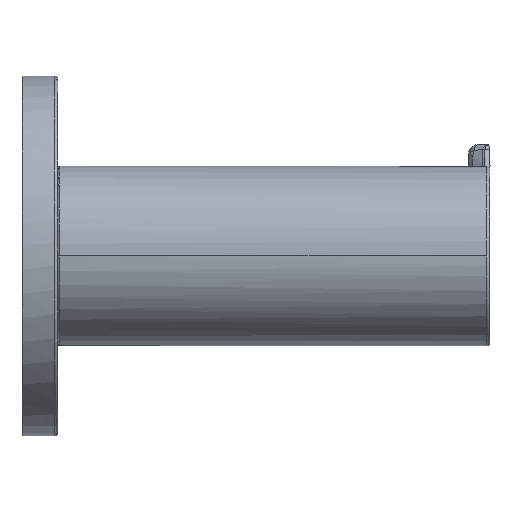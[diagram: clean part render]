
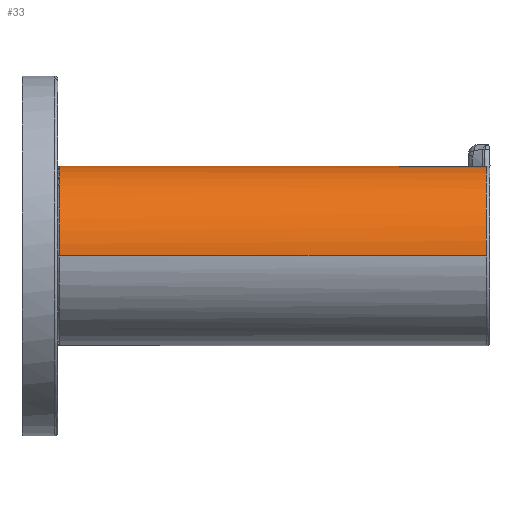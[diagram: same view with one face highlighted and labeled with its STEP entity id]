
A CAD part, left-side view. The second image highlights one B-rep face of the part: STEP entity #33.
In plain terms, the highlighted cylindrical face has radius 12.5 mm (diameter 25 mm), a partial arc.
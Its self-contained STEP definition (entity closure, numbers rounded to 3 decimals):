
#33=ADVANCED_FACE('',(#154),#1680,.T.);
#154=FACE_OUTER_BOUND('',#275,.T.);
#275=EDGE_LOOP('',(#397,#398,#399,#400,#401,#402,#403));
#397=ORIENTED_EDGE('',*,*,#911,.T.);
#398=ORIENTED_EDGE('',*,*,#915,.T.);
#399=ORIENTED_EDGE('',*,*,#914,.T.);
#400=ORIENTED_EDGE('',*,*,#913,.T.);
#401=ORIENTED_EDGE('',*,*,#935,.T.);
#402=ORIENTED_EDGE('',*,*,#938,.T.);
#403=ORIENTED_EDGE('',*,*,#912,.T.);
#911=EDGE_CURVE('',#1425,#1426,#1364,.T.);
#912=EDGE_CURVE('',#1427,#1425,#1168,.T.);
#913=EDGE_CURVE('',#1430,#1429,#1169,.T.);
#914=EDGE_CURVE('',#1431,#1430,#1365,.T.);
#915=EDGE_CURVE('',#1426,#1431,#1170,.T.);
#935=EDGE_CURVE('',#1429,#1428,#1177,.T.);
#938=EDGE_CURVE('',#1428,#1427,#1179,.T.);
#1168=B_SPLINE_CURVE_WITH_KNOTS('',1,(#5213,#5214),.UNSPECIFIED.,.F.,.F.,
(2,2),(-25.8,0.),.UNSPECIFIED.);
#1169=B_SPLINE_CURVE_WITH_KNOTS('',3,(#5215,#5216,#5217,#5218,#5219,#5220,
#5221,#5222,#5223,#5224,#5225,#5226,#5227,#5228,#5229,#5230,#5231,#5232,
#5233,#5234,#5235,#5236),.UNSPECIFIED.,.F.,.F.,(4,1,1,1,1,1,1,1,1,1,1,1,
1,1,1,1,1,1,1,4),(-28.265,-26.777,-25.29,
-23.802,-22.315,-20.827,-19.339,
-17.852,-16.364,-14.876,-13.389,
-11.901,-10.413,-8.926,-7.438,
-5.951,-4.463,-2.975,-1.488,
0.),.UNSPECIFIED.);
#1170=B_SPLINE_CURVE_WITH_KNOTS('',1,(#5242,#5243),.UNSPECIFIED.,.F.,.F.,
(2,2),(-59.3,0.),.UNSPECIFIED.);
#1177=B_SPLINE_CURVE_WITH_KNOTS('',3,(#5362,#5363,#5364,#5365,#5366,#5367,
#5368,#5369),.UNSPECIFIED.,.F.,.F.,(4,1,1,1,1,4),(0.,0.779,
1.558,2.337,3.116,3.895),
 .UNSPECIFIED.);
#1179=B_SPLINE_CURVE_WITH_KNOTS('',3,(#5381,#5382,#5383,#5384,#5385,#5386,
#5387,#5388,#5389,#5390,#5391,#5392,#5393,#5394,#5395,#5396,#5397,#5398,
#5399,#5400,#5401,#5402,#5403,#5404,#5405,#5406,#5407),.UNSPECIFIED.,.F.,
 .F.,(4,1,1,1,1,1,1,1,1,1,1,1,1,1,1,1,1,1,1,1,1,1,1,1,4),(0.,0.34,
0.681,1.021,1.362,1.702,2.042,
2.383,2.723,3.064,3.404,3.745,
4.085,4.425,4.766,5.106,5.447,
5.787,6.127,6.468,6.808,7.149,
7.489,7.829,8.17),.UNSPECIFIED.);
#1364=(
BOUNDED_CURVE()
B_SPLINE_CURVE(2,(#5208,#5209,#5210,#5211,#5212),.UNSPECIFIED.,.F.,.F.)
B_SPLINE_CURVE_WITH_KNOTS((3,2,3),(-39.27,-19.635,
0.),.UNSPECIFIED.)
CURVE()
GEOMETRIC_REPRESENTATION_ITEM()
RATIONAL_B_SPLINE_CURVE((1.,0.707,1.,0.707,1.))
REPRESENTATION_ITEM('')
);
#1365=(
BOUNDED_CURVE()
B_SPLINE_CURVE(2,(#5237,#5238,#5239,#5240,#5241),.UNSPECIFIED.,.F.,.F.)
B_SPLINE_CURVE_WITH_KNOTS((3,2,3),(-21.837,-10.919,
0.),.UNSPECIFIED.)
CURVE()
GEOMETRIC_REPRESENTATION_ITEM()
RATIONAL_B_SPLINE_CURVE((1.,0.906,1.,0.906,1.))
REPRESENTATION_ITEM('')
);
#1425=VERTEX_POINT('',#5073);
#1426=VERTEX_POINT('',#5074);
#1427=VERTEX_POINT('',#5075);
#1428=VERTEX_POINT('',#5076);
#1429=VERTEX_POINT('',#5077);
#1430=VERTEX_POINT('',#5078);
#1431=VERTEX_POINT('',#5079);
#1680=CYLINDRICAL_SURFACE('',#1769,12.5);
#1769=AXIS2_PLACEMENT_3D('',#1820,#1793,$);
#1793=DIRECTION('',(0.,1.,0.));
#1820=CARTESIAN_POINT('',(0.,-31.15,-40.));
#5073=CARTESIAN_POINT('',(0.,-60.8,-27.5));
#5074=CARTESIAN_POINT('',(0.,-60.8,-52.5));
#5075=CARTESIAN_POINT('',(0.,-35.,-27.5));
#5076=CARTESIAN_POINT('',(6.862,-31.671,-29.552));
#5077=CARTESIAN_POINT('',(8.666,-28.559,-30.992));
#5078=CARTESIAN_POINT('',(12.306,-1.5,-37.809));
#5079=CARTESIAN_POINT('',(0.,-1.5,-52.5));
#5208=CARTESIAN_POINT('',(0.,-60.8,-27.5));
#5209=CARTESIAN_POINT('',(12.5,-60.8,-27.5));
#5210=CARTESIAN_POINT('',(12.5,-60.8,-40.));
#5211=CARTESIAN_POINT('',(12.5,-60.8,-52.5));
#5212=CARTESIAN_POINT('',(0.,-60.8,-52.5));
#5213=CARTESIAN_POINT('',(0.,-35.,-27.5));
#5214=CARTESIAN_POINT('',(0.,-60.8,-27.5));
#5215=CARTESIAN_POINT('',(12.306,-1.5,-37.809));
#5216=CARTESIAN_POINT('',(12.278,-2.284,-37.65));
#5217=CARTESIAN_POINT('',(12.216,-3.817,-37.338));
#5218=CARTESIAN_POINT('',(12.108,-6.019,-36.883));
#5219=CARTESIAN_POINT('',(11.987,-8.099,-36.447));
#5220=CARTESIAN_POINT('',(11.855,-10.041,-36.03));
#5221=CARTESIAN_POINT('',(11.717,-11.827,-35.639));
#5222=CARTESIAN_POINT('',(11.575,-13.437,-35.276));
#5223=CARTESIAN_POINT('',(11.436,-14.853,-34.949));
#5224=CARTESIAN_POINT('',(11.301,-16.094,-34.656));
#5225=CARTESIAN_POINT('',(11.167,-17.226,-34.381));
#5226=CARTESIAN_POINT('',(11.027,-18.305,-34.111));
#5227=CARTESIAN_POINT('',(10.875,-19.385,-33.834));
#5228=CARTESIAN_POINT('',(10.708,-20.464,-33.548));
#5229=CARTESIAN_POINT('',(10.526,-21.533,-33.256));
#5230=CARTESIAN_POINT('',(10.327,-22.595,-32.954));
#5231=CARTESIAN_POINT('',(10.107,-23.656,-32.642));
#5232=CARTESIAN_POINT('',(9.853,-24.758,-32.303));
#5233=CARTESIAN_POINT('',(9.543,-25.946,-31.92));
#5234=CARTESIAN_POINT('',(9.155,-27.232,-31.482));
#5235=CARTESIAN_POINT('',(8.842,-28.112,-31.161));
#5236=CARTESIAN_POINT('',(8.666,-28.559,-30.992));
#5237=CARTESIAN_POINT('',(0.,-1.5,-52.5));
#5238=CARTESIAN_POINT('',(5.835,-1.5,-52.5));
#5239=CARTESIAN_POINT('',(9.582,-1.5,-48.027));
#5240=CARTESIAN_POINT('',(13.329,-1.5,-43.554));
#5241=CARTESIAN_POINT('',(12.306,-1.5,-37.809));
#5242=CARTESIAN_POINT('',(0.,-60.8,-52.5));
#5243=CARTESIAN_POINT('',(0.,-1.5,-52.5));
#5362=CARTESIAN_POINT('',(8.666,-28.559,-30.992));
#5363=CARTESIAN_POINT('',(8.551,-28.852,-30.881));
#5364=CARTESIAN_POINT('',(8.316,-29.4,-30.663));
#5365=CARTESIAN_POINT('',(7.957,-30.106,-30.356));
#5366=CARTESIAN_POINT('',(7.592,-30.718,-30.066));
#5367=CARTESIAN_POINT('',(7.226,-31.24,-29.797));
#5368=CARTESIAN_POINT('',(6.982,-31.536,-29.631));
#5369=CARTESIAN_POINT('',(6.862,-31.671,-29.552));
#5381=CARTESIAN_POINT('',(6.862,-31.671,-29.552));
#5382=CARTESIAN_POINT('',(6.738,-31.81,-29.47));
#5383=CARTESIAN_POINT('',(6.496,-32.067,-29.318));
#5384=CARTESIAN_POINT('',(6.161,-32.39,-29.122));
#5385=CARTESIAN_POINT('',(5.849,-32.668,-28.951));
#5386=CARTESIAN_POINT('',(5.557,-32.908,-28.802));
#5387=CARTESIAN_POINT('',(5.281,-33.119,-28.669));
#5388=CARTESIAN_POINT('',(5.017,-33.307,-28.55));
#5389=CARTESIAN_POINT('',(4.761,-33.478,-28.441));
#5390=CARTESIAN_POINT('',(4.507,-33.638,-28.34));
#5391=CARTESIAN_POINT('',(4.251,-33.788,-28.244));
#5392=CARTESIAN_POINT('',(3.987,-33.934,-28.152));
#5393=CARTESIAN_POINT('',(3.715,-34.073,-28.064));
#5394=CARTESIAN_POINT('',(3.455,-34.196,-27.986));
#5395=CARTESIAN_POINT('',(3.21,-34.304,-27.918));
#5396=CARTESIAN_POINT('',(2.972,-34.401,-27.858));
#5397=CARTESIAN_POINT('',(2.731,-34.492,-27.801));
#5398=CARTESIAN_POINT('',(2.477,-34.58,-27.747));
#5399=CARTESIAN_POINT('',(2.207,-34.665,-27.695));
#5400=CARTESIAN_POINT('',(1.934,-34.74,-27.649));
#5401=CARTESIAN_POINT('',(1.657,-34.806,-27.609));
#5402=CARTESIAN_POINT('',(1.371,-34.864,-27.574));
#5403=CARTESIAN_POINT('',(1.069,-34.913,-27.544));
#5404=CARTESIAN_POINT('',(0.745,-34.952,-27.521));
#5405=CARTESIAN_POINT('',(0.389,-34.981,-27.504));
#5406=CARTESIAN_POINT('',(0.133,-34.994,-27.5));
#5407=CARTESIAN_POINT('',(0.,-35.,-27.5));
